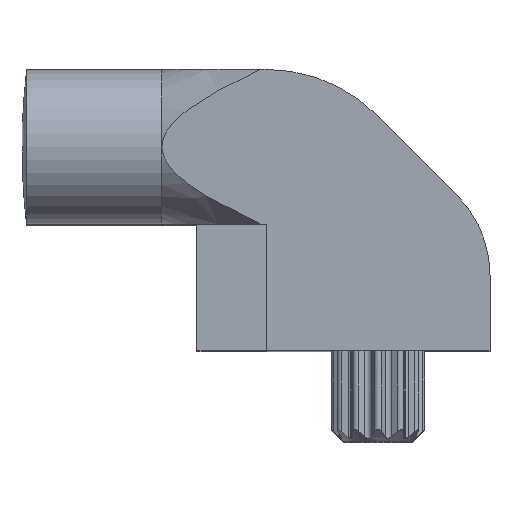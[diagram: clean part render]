
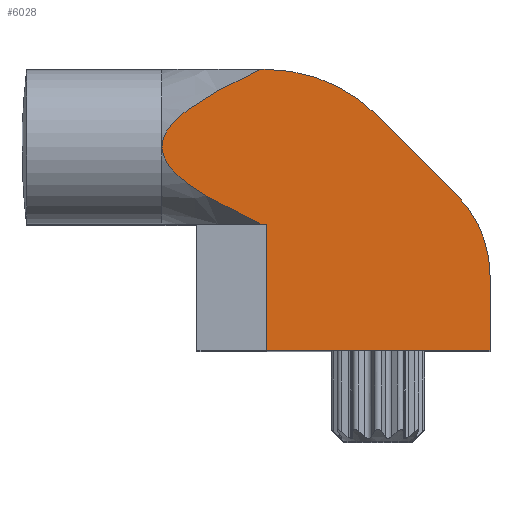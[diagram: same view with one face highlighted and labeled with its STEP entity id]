
A CAD part, top view. The second image highlights one B-rep face of the part: STEP entity #6028.
In plain terms, the highlighted planar face has unit normal (0, 0, 1).
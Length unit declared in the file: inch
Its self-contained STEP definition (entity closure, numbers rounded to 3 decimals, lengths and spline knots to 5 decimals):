
#2278=DIRECTION('',(-1.,0.,0.));
#2279=VECTOR('',#2278,0.00694);
#2280=CARTESIAN_POINT('',(0.01255,0.345,0.595));
#2281=LINE('',#2280,#2279);
#2282=CARTESIAN_POINT('',(0.01255,0.152,0.595));
#2283=DIRECTION('',(0.,0.,1.));
#2284=DIRECTION('',(0.707,0.707,0.));
#2285=AXIS2_PLACEMENT_3D('',#2282,#2283,#2284);
#2287=DIRECTION('',(-0.707,0.707,0.));
#2288=VECTOR('',#2287,0.13785);
#2289=CARTESIAN_POINT('',(0.24649,0.19099,0.595));
#2290=LINE('',#2289,#2288);
#2291=CARTESIAN_POINT('',(0.1475,0.092,0.595));
#2292=DIRECTION('',(0.,0.,1.));
#2293=DIRECTION('',(1.,0.,0.));
#2294=AXIS2_PLACEMENT_3D('',#2291,#2292,#2293);
#2296=DIRECTION('',(0.,1.,0.));
#2297=VECTOR('',#2296,0.092);
#2298=CARTESIAN_POINT('',(0.2875,0.,0.595));
#2299=LINE('',#2298,#2297);
#2300=DIRECTION('',(1.,0.,0.));
#2301=VECTOR('',#2300,0.275);
#2302=CARTESIAN_POINT('',(0.0125,0.,0.595));
#2303=LINE('',#2302,#2301);
#2304=DIRECTION('',(0.,-1.,0.));
#2305=VECTOR('',#2304,0.155);
#2306=CARTESIAN_POINT('',(0.0125,0.155,0.595));
#2307=LINE('',#2306,#2305);
#2308=DIRECTION('',(1.,0.,0.));
#2309=VECTOR('',#2308,0.00689);
#2310=CARTESIAN_POINT('',(0.00561,0.155,0.595));
#2311=LINE('',#2310,#2309);
#2312=CARTESIAN_POINT('',(0.00561,0.155,0.595));
#2313=CARTESIAN_POINT('',(-0.00128,0.15817,0.595));
#2314=CARTESIAN_POINT('',(-0.01441,0.16436,0.595));
#2315=CARTESIAN_POINT('',(-0.03209,0.17319,0.595));
#2316=CARTESIAN_POINT('',(-0.04796,0.18169,0.595));
#2317=CARTESIAN_POINT('',(-0.0621,0.18989,0.595));
#2318=CARTESIAN_POINT('',(-0.0746,0.19787,0.595));
#2319=CARTESIAN_POINT('',(-0.0855,0.20569,0.595));
#2320=CARTESIAN_POINT('',(-0.0948,0.21339,0.595));
#2321=CARTESIAN_POINT('',(-0.10248,0.22103,0.595));
#2322=CARTESIAN_POINT('',(-0.10847,0.22862,0.595));
#2323=CARTESIAN_POINT('',(-0.11265,0.23607,0.595));
#2324=CARTESIAN_POINT('',(-0.11501,0.24318,0.595));
#2325=CARTESIAN_POINT('',(-0.1155,0.24776,0.595));
#2326=CARTESIAN_POINT('',(-0.1155,0.25,0.595));
#2328=CARTESIAN_POINT('',(-0.1155,0.25,0.595));
#2329=CARTESIAN_POINT('',(-0.1155,0.25224,0.595));
#2330=CARTESIAN_POINT('',(-0.11501,0.25681,0.595));
#2331=CARTESIAN_POINT('',(-0.11266,0.26391,0.595));
#2332=CARTESIAN_POINT('',(-0.1085,0.27135,0.595));
#2333=CARTESIAN_POINT('',(-0.10252,0.27892,0.595));
#2334=CARTESIAN_POINT('',(-0.09485,0.28656,0.595));
#2335=CARTESIAN_POINT('',(-0.08557,0.29426,0.595));
#2336=CARTESIAN_POINT('',(-0.07468,0.30208,0.595));
#2337=CARTESIAN_POINT('',(-0.06217,0.31007,0.595));
#2338=CARTESIAN_POINT('',(-0.04802,0.31828,0.595));
#2339=CARTESIAN_POINT('',(-0.03213,0.32678,0.595));
#2340=CARTESIAN_POINT('',(-0.01443,0.33563,0.595));
#2341=CARTESIAN_POINT('',(-0.00129,0.34183,0.595));
#2342=CARTESIAN_POINT('',(0.00561,0.345,0.595));
#3428=CARTESIAN_POINT('',(0.2875,0.,0.595));
#3429=CARTESIAN_POINT('',(0.2875,0.092,0.595));
#3430=VERTEX_POINT('',#3428);
#3431=VERTEX_POINT('',#3429);
#3432=CARTESIAN_POINT('',(0.24649,0.19099,0.595));
#3433=VERTEX_POINT('',#3432);
#3434=CARTESIAN_POINT('',(0.14902,0.28847,0.595));
#3435=VERTEX_POINT('',#3434);
#3436=CARTESIAN_POINT('',(0.01255,0.345,0.595));
#3437=VERTEX_POINT('',#3436);
#3438=CARTESIAN_POINT('',(0.0125,0.,0.595));
#3439=VERTEX_POINT('',#3438);
#3440=CARTESIAN_POINT('',(0.0125,0.155,0.595));
#3441=VERTEX_POINT('',#3440);
#3454=CARTESIAN_POINT('',(0.00561,0.345,0.595));
#3455=VERTEX_POINT('',#3454);
#3464=CARTESIAN_POINT('',(0.00561,0.155,0.595));
#3465=VERTEX_POINT('',#3464);
#3467=VERTEX_POINT('',#2326);
#6004=CARTESIAN_POINT('',(0.,0.,0.595));
#6005=DIRECTION('',(0.,0.,1.));
#6006=DIRECTION('',(1.,0.,0.));
#6007=AXIS2_PLACEMENT_3D('',#6004,#6005,#6006);
#6008=PLANE('',#6007);
#6010=ORIENTED_EDGE('',*,*,#6009,.F.);
#6012=ORIENTED_EDGE('',*,*,#6011,.F.);
#6014=ORIENTED_EDGE('',*,*,#6013,.F.);
#6015=ORIENTED_EDGE('',*,*,#5994,.F.);
#6016=ORIENTED_EDGE('',*,*,#5930,.F.);
#6017=ORIENTED_EDGE('',*,*,#3746,.F.);
#6019=ORIENTED_EDGE('',*,*,#6018,.F.);
#6021=ORIENTED_EDGE('',*,*,#6020,.F.);
#6023=ORIENTED_EDGE('',*,*,#6022,.T.);
#6025=ORIENTED_EDGE('',*,*,#6024,.T.);
#6026=EDGE_LOOP('',(#6010,#6012,#6014,#6015,#6016,#6017,#6019,#6021,#6023,
#6025));
#6027=FACE_OUTER_BOUND('',#6026,.F.);
#6028=ADVANCED_FACE('',(#6027),#6008,.T.);
#2286=CIRCLE('',#2285,0.193);
#2295=CIRCLE('',#2294,0.14);
#2327=B_SPLINE_CURVE_WITH_KNOTS('',3,(#2312,#2313,#2314,#2315,#2316,#2317,#2318,
#2319,#2320,#2321,#2322,#2323,#2324,#2325,#2326),.UNSPECIFIED.,.F.,.F.,(4,1,1,1,
1,1,1,1,1,1,1,1,4),(0.,0.08333,0.16667,0.25,
0.33333,0.41667,0.5,0.58333,0.66667,
0.75,0.83333,0.91667,1.),.UNSPECIFIED.);
#2343=B_SPLINE_CURVE_WITH_KNOTS('',3,(#2328,#2329,#2330,#2331,#2332,#2333,#2334,
#2335,#2336,#2337,#2338,#2339,#2340,#2341,#2342),.UNSPECIFIED.,.F.,.F.,(4,1,1,1,
1,1,1,1,1,1,1,1,4),(0.,0.08333,0.16667,0.25,
0.33333,0.41667,0.5,0.58333,0.66667,
0.75,0.83333,0.91667,1.),.UNSPECIFIED.);
#3746=EDGE_CURVE('',#3439,#3430,#2303,.T.);
#5930=EDGE_CURVE('',#3430,#3431,#2299,.T.);
#5994=EDGE_CURVE('',#3431,#3433,#2295,.T.);
#6009=EDGE_CURVE('',#3437,#3455,#2281,.T.);
#6011=EDGE_CURVE('',#3435,#3437,#2286,.T.);
#6013=EDGE_CURVE('',#3433,#3435,#2290,.T.);
#6018=EDGE_CURVE('',#3441,#3439,#2307,.T.);
#6020=EDGE_CURVE('',#3465,#3441,#2311,.T.);
#6022=EDGE_CURVE('',#3465,#3467,#2327,.T.);
#6024=EDGE_CURVE('',#3467,#3455,#2343,.T.);
